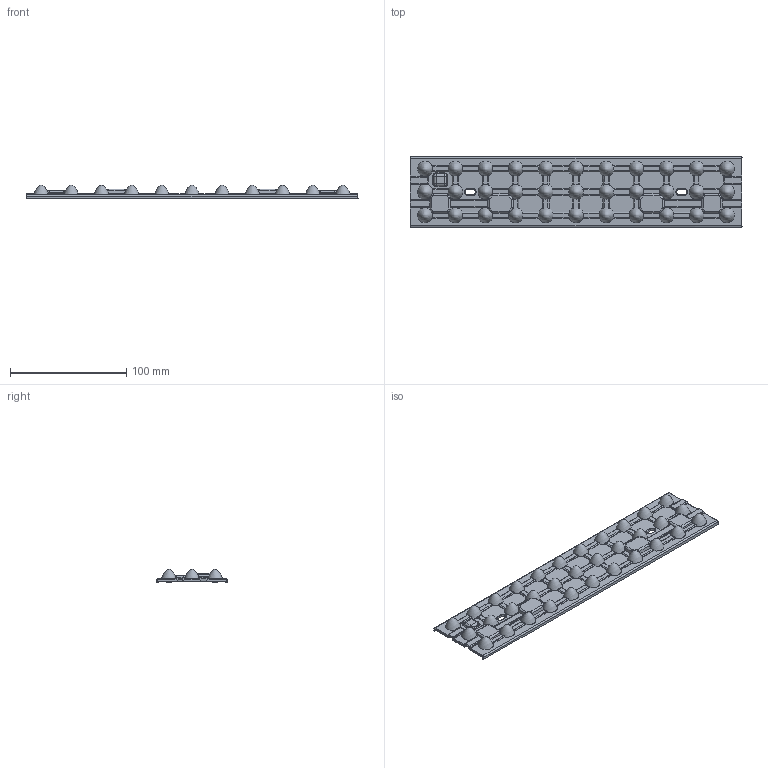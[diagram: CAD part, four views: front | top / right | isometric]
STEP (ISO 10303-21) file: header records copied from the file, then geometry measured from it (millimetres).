
FILE_DESCRIPTION (( 'STEP AP214' ), '1' );
FILE_NAME ('12924_Rev-1_NB_SBoard_Customer.STEP', '2015-09-10T07:29:26', ( '' ), ( '' ), 'SwSTEP 2.0', 'SolidWorks 2014', '' );
FILE_SCHEMA (( 'AUTOMOTIVE_DESIGN' ));
Length unit declared in the file: millimetre
Products named in the file (1): 12924_Rev-1_NB_SBoard_Customer
Bounding box: 286 x 61 x 11.6 mm (x, y, z)
Volume: 51865.5 mm3; surface area: 44808.5 mm2
Topology: 1 solids, 1 shells, 2199 faces, 6160 edges, 3951 vertices
Faces by surface type: plane 1131, cylinder 540, bspline 420, sphere 68, cone 30, torus 10
Entity records: 97636 total; most frequent: CARTESIAN_POINT 49777, ORIENTED_EDGE 12172, DIRECTION 6643, EDGE_CURVE 6086, VERTEX_POINT 3951, B_SPLINE_CURVE_WITH_KNOTS 3259, AXIS2_PLACEMENT_3D 2348, EDGE_LOOP 2297
